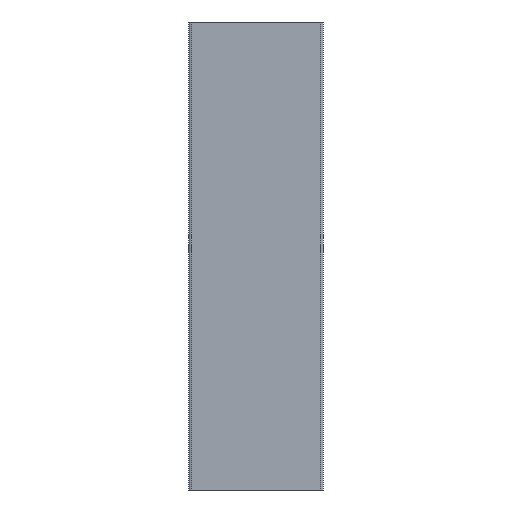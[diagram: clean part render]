
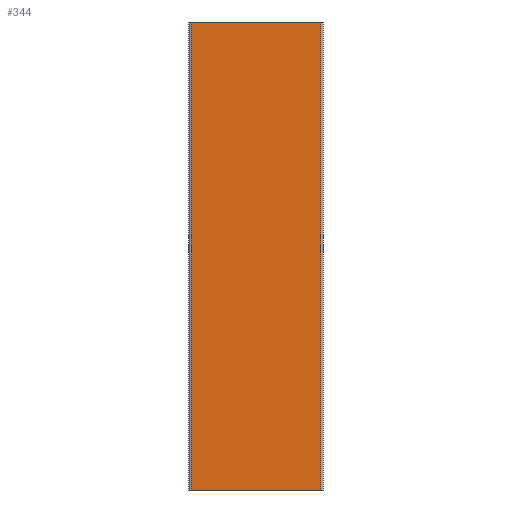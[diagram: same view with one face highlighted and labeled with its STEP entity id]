
A CAD part, left-side view. The second image highlights one B-rep face of the part: STEP entity #344.
In plain terms, the highlighted planar face has unit normal (-1, 0, 0).
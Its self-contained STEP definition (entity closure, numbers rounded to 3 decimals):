
#19=PLANE('',#391);
#36=FACE_OUTER_BOUND('',#54,.T.);
#54=EDGE_LOOP('',(#253,#254,#255,#256));
#76=LINE('',#523,#116);
#77=LINE('',#526,#117);
#78=LINE('',#528,#118);
#79=LINE('',#529,#119);
#116=VECTOR('',#431,10.);
#117=VECTOR('',#434,10.);
#118=VECTOR('',#435,10.);
#119=VECTOR('',#436,10.);
#165=VERTEX_POINT('',#516);
#168=VERTEX_POINT('',#521);
#169=VERTEX_POINT('',#525);
#170=VERTEX_POINT('',#527);
#202=EDGE_CURVE('',#165,#168,#76,.T.);
#203=EDGE_CURVE('',#169,#165,#77,.T.);
#204=EDGE_CURVE('',#170,#168,#78,.T.);
#205=EDGE_CURVE('',#169,#170,#79,.T.);
#253=ORIENTED_EDGE('',*,*,#203,.T.);
#254=ORIENTED_EDGE('',*,*,#202,.T.);
#255=ORIENTED_EDGE('',*,*,#204,.F.);
#256=ORIENTED_EDGE('',*,*,#205,.F.);
#344=ADVANCED_FACE('',(#36),#19,.T.);
#391=AXIS2_PLACEMENT_3D('',#524,#432,#433);
#431=DIRECTION('',(0.,0.,1.));
#432=DIRECTION('center_axis',(-1.,0.,0.));
#433=DIRECTION('ref_axis',(0.,-1.,0.));
#434=DIRECTION('',(0.,-1.,0.));
#435=DIRECTION('',(0.,-1.,0.));
#436=DIRECTION('',(0.,0.,1.));
#516=CARTESIAN_POINT('',(-3.8,-15.1,0.));
#521=CARTESIAN_POINT('',(-3.8,-15.1,300.));
#523=CARTESIAN_POINT('',(-3.8,-15.1,0.));
#524=CARTESIAN_POINT('Origin',(-3.8,68.1,0.));
#525=CARTESIAN_POINT('',(-3.8,68.1,0.));
#526=CARTESIAN_POINT('',(-3.8,68.1,0.));
#527=CARTESIAN_POINT('',(-3.8,68.1,300.));
#528=CARTESIAN_POINT('',(-3.8,68.1,300.));
#529=CARTESIAN_POINT('',(-3.8,68.1,0.));
